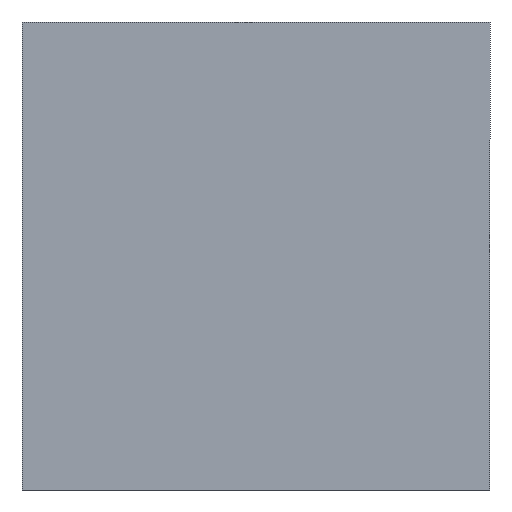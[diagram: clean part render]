
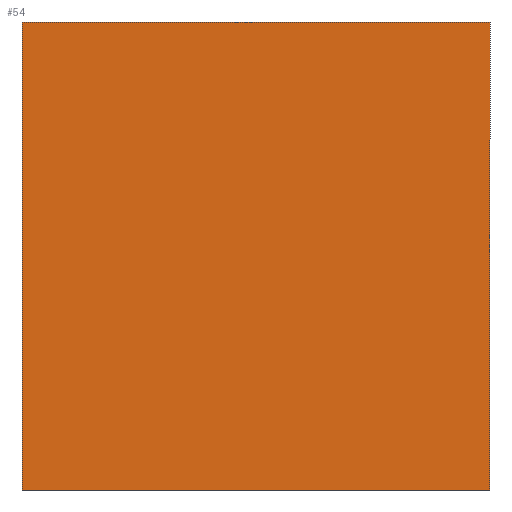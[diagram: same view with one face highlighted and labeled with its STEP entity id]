
A CAD part, front view. The second image highlights one B-rep face of the part: STEP entity #54.
In plain terms, the highlighted planar face has unit normal (0, -1, 0).
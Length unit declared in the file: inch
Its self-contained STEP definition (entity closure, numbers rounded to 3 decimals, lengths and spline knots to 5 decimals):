
#12 = PLANE ( 'NONE',  #141 ) ;
#13 = CARTESIAN_POINT ( 'NONE',  ( 0., 0., 0. ) ) ;
#14 = DIRECTION ( 'NONE',  ( 0., -1., 0. ) ) ;
#15 = DIRECTION ( 'NONE',  ( 0., 0., -1. ) ) ;
#26 = CARTESIAN_POINT ( 'NONE',  ( 0., 0., 0. ) ) ;
#27 = CARTESIAN_POINT ( 'NONE',  ( 0.375, 0., 0. ) ) ;
#30 = CARTESIAN_POINT ( 'NONE',  ( 0.375, 0., -0.375 ) ) ;
#32 = CARTESIAN_POINT ( 'NONE',  ( 0., 0., -0.375 ) ) ;
#39 = EDGE_CURVE ( 'NONE', #153, #154, #182, .T. ) ;
#41 = EDGE_CURVE ( 'NONE', #154, #193, #188, .T. ) ;
#46 = EDGE_CURVE ( 'NONE', #193, #195, #100, .T. ) ;
#48 = EDGE_CURVE ( 'NONE', #195, #153, #106, .T. ) ;
#54 = ADVANCED_FACE ( 'NONE', ( #138 ), #12, .T. ) ;
#57 = VECTOR ( 'NONE', #190, 39.37008 ) ;
#70 = VECTOR ( 'NONE', #184, 39.37008 ) ;
#100 = LINE ( 'NONE', #101, #127 ) ;
#101 = CARTESIAN_POINT ( 'NONE',  ( 0., 0., -0.375 ) ) ;
#102 = DIRECTION ( 'NONE',  ( -1., 0., 0. ) ) ;
#106 = LINE ( 'NONE', #107, #129 ) ;
#107 = CARTESIAN_POINT ( 'NONE',  ( 0., 0., 0. ) ) ;
#108 = DIRECTION ( 'NONE',  ( 0., 0., 1. ) ) ;
#127 = VECTOR ( 'NONE', #102, 39.37008 ) ;
#129 = VECTOR ( 'NONE', #108, 39.37008 ) ;
#138 = FACE_OUTER_BOUND ( 'NONE', #161, .T. ) ;
#141 = AXIS2_PLACEMENT_3D ( 'NONE', #13, #14, #15 ) ;
#153 = VERTEX_POINT ( 'NONE', #26 ) ;
#154 = VERTEX_POINT ( 'NONE', #27 ) ;
#161 = EDGE_LOOP ( 'NONE', ( #203, #197, #198, #205 ) ) ;
#182 = LINE ( 'NONE', #183, #70 ) ;
#183 = CARTESIAN_POINT ( 'NONE',  ( 0.375, 0., 0. ) ) ;
#184 = DIRECTION ( 'NONE',  ( 1., 0., 0. ) ) ;
#188 = LINE ( 'NONE', #189, #57 ) ;
#189 = CARTESIAN_POINT ( 'NONE',  ( 0.375, 0., -0.375 ) ) ;
#190 = DIRECTION ( 'NONE',  ( 0., 0., -1. ) ) ;
#193 = VERTEX_POINT ( 'NONE', #30 ) ;
#195 = VERTEX_POINT ( 'NONE', #32 ) ;
#197 = ORIENTED_EDGE ( 'NONE', *, *, #48, .F. ) ;
#198 = ORIENTED_EDGE ( 'NONE', *, *, #46, .F. ) ;
#203 = ORIENTED_EDGE ( 'NONE', *, *, #39, .F. ) ;
#205 = ORIENTED_EDGE ( 'NONE', *, *, #41, .F. ) ;
